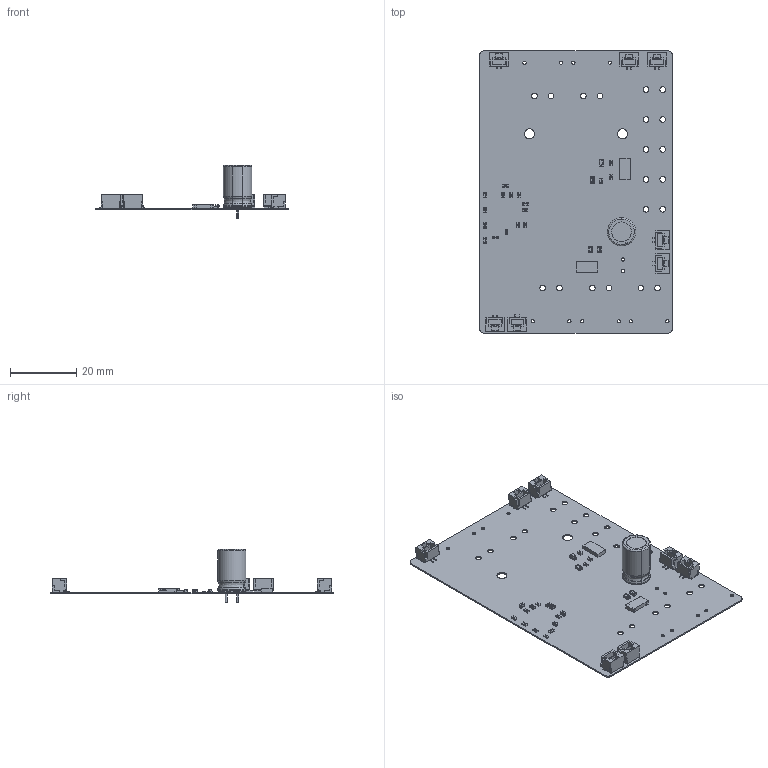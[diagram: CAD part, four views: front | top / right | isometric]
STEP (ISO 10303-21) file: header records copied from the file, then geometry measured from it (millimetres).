
FILE_DESCRIPTION(('Open CASCADE Model'),'2;1');
FILE_NAME('Open CASCADE Shape Model','2022-01-11T22:43:35',('Author'),( 'Open CASCADE'),'Open CASCADE STEP processor 6.8','Open CASCADE 6.8' ,'Unknown');
FILE_SCHEMA(('AUTOMOTIVE_DESIGN { 1 0 10303 214 1 1 1 1 }'));
Length unit declared in the file: millimetre
Products named in the file (57): PCB; Board; Open CASCADE STEP translator 6.8 1.1.1; R13; R_0603; LOGO?; R12; 6062287872; Extruded; 6062284912; R11; R10; R9; R8; R7; R6; 6062289152; 6062286032; R5; R4; R3; R2; R1; J7; BM02B-GHS-TBT; J6; J5; J4; J3; J2; J1; D1; User_Library-led_0805; C11; Cap_D80H115; User_Library-CapAluRadial_D80H115_rubber_pad; User_Library-CapAluRadial_D80H115_can; User_Library-CapAluRadial_D80H115_shell_and_minus; User_Library-CapAluRadial_D80H115_shell_and_minus_2; User_Library-CapAluRadial_D80H115_lead ...
Assembly tree (86 placements, depth 4):
  PCB
    Board
      Open CASCADE STEP translator 6.8 1.1.1
    R13
      R_0603
        R_0603
        LOGO?
    R12
      6062287872  x4
        Extruded
      6062284912
        Extruded
    R11
      R_0603
        R_0603
        LOGO?
    R10
      R_0603
        R_0603
        LOGO?
    R9
      R_0603
        R_0603
        LOGO?
    R8
      R_0603
        R_0603
        LOGO?
    R7
      R_0603
        R_0603
        LOGO?
    R6
      6062289152  x4
        Extruded
      6062286032
        Extruded
    R5
      R_0603
        R_0603
        LOGO?
    R4
      R_0603
        R_0603
        LOGO?
    R3
      R_0603
        R_0603
        LOGO?
    R2
      R_0603
        R_0603
        LOGO?
    R1
      R_0603
        R_0603
        LOGO?
    J7
      BM02B-GHS-TBT
    J6
Bounding box: 58 x 85 x 16 mm (x, y, z)
Volume: 3235.3 mm3; surface area: 12614.3 mm2
Topology: 317 solids, 317 shells, 4447 faces, 10734 edges, 6998 vertices
Faces by surface type: plane 2500, bspline 1344, cylinder 520, sphere 76, cone 7
Full cylindrical faces by diameter (mm): 0.9 x2, 1 x12, 1.7 x20, 3 x2
Entity records: 36038 total; most frequent: CARTESIAN_POINT 14261, ORIENTED_EDGE 3596, DIRECTION 2987, EDGE_CURVE 1798, VERTEX_POINT 1170, LINE 1119, VECTOR 1119, AXIS2_PLACEMENT_3D 934
